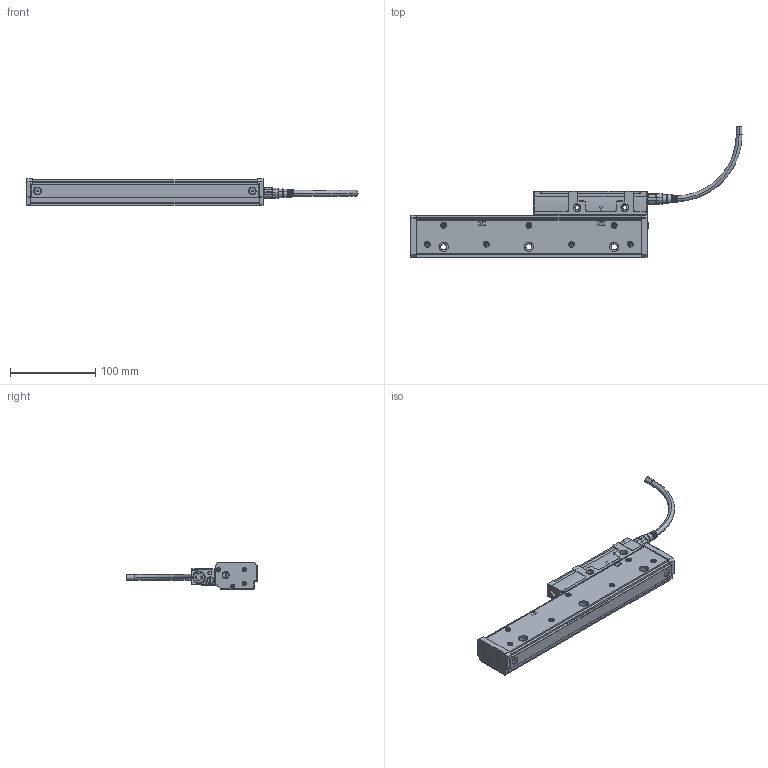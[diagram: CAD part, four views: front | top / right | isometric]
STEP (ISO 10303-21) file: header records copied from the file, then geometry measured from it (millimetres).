
FILE_DESCRIPTION(('CATIA V5 STEP'),'2;1');
FILE_NAME('SR67A-014-L.stp','2013-11-26T09:12:21+00:00',('none'),('none'),'CATIA Version 5 Release 19 SP 6 (IN-10)','CATIA V5 STEP AP214','none');
FILE_SCHEMA(('AUTOMOTIVE_DESIGN { 1 0 10303 214 1 1 1 1 }'));
Products named in the file (1): SR67A-014-L
Bounding box: 389.4 x 153.8 x 31.5 mm (x, y, z)
Surface area: 85258.9 mm2 (no closed solid volume)
Topology: 0 solids, 65 shells, 2338 faces, 6122 edges, 3925 vertices
Faces by surface type: plane 1008, cylinder 892, cone 225, torus 95, sphere 75, bspline 32, extrusion 11
Entity records: 76269 total; most frequent: CARTESIAN_POINT 21740, ORIENTED_EDGE 12099, DIRECTION 9164, EDGE_CURVE 6051, AXIS2_PLACEMENT_3D 4142, VERTEX_POINT 3921, VECTOR 3041, LINE 3030
